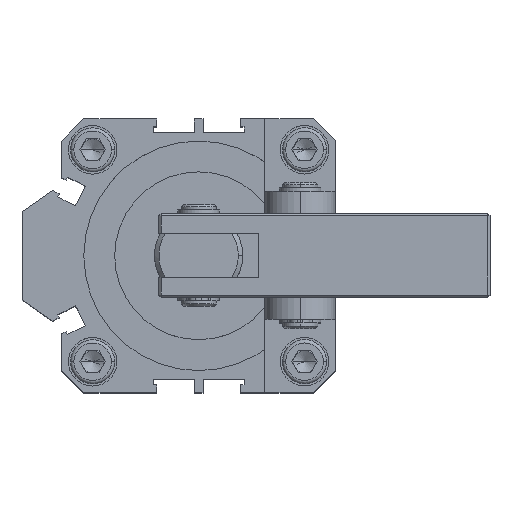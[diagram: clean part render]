
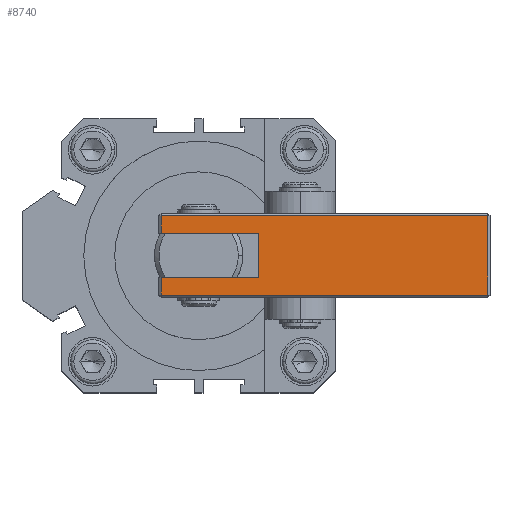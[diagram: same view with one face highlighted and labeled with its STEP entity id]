
A CAD part, top view. The second image highlights one B-rep face of the part: STEP entity #8740.
In plain terms, the highlighted face is planar.
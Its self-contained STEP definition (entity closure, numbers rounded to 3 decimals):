
#695 = DIRECTION ( 'NONE',  ( 0., 0., 1. ) ) ;
#697 = CARTESIAN_POINT ( 'NONE',  ( 74.5, -9.5, 19. ) ) ;
#1015 = CARTESIAN_POINT ( 'NONE',  ( 22.5, -9.5, 4.5 ) ) ;
#1030 = CARTESIAN_POINT ( 'NONE',  ( 74.5, -9.5, 18.5 ) ) ;
#1061 = CARTESIAN_POINT ( 'NONE',  ( 74.5, -9.5, 0.5 ) ) ;
#1118 = VERTEX_POINT ( 'NONE', #1665 ) ;
#1143 = VERTEX_POINT ( 'NONE', #1687 ) ;
#1148 = VERTEX_POINT ( 'NONE', #1691 ) ;
#1224 = VERTEX_POINT ( 'NONE', #1754 ) ;
#1245 = VERTEX_POINT ( 'NONE', #1773 ) ;
#1335 = VERTEX_POINT ( 'NONE', #1015 ) ;
#1376 = VERTEX_POINT ( 'NONE', #1030 ) ;
#1399 = FACE_OUTER_BOUND ( 'NONE', #3249, .T. ) ;
#1544 = VERTEX_POINT ( 'NONE', #1061 ) ;
#1665 = CARTESIAN_POINT ( 'NONE',  ( 22.5, -9.5, 14.5 ) ) ;
#1687 = CARTESIAN_POINT ( 'NONE',  ( 0.5, -9.5, 4.5 ) ) ;
#1691 = CARTESIAN_POINT ( 'NONE',  ( 0.5, -9.5, 18.5 ) ) ;
#1754 = CARTESIAN_POINT ( 'NONE',  ( 0.5, -9.5, 14.5 ) ) ;
#1773 = CARTESIAN_POINT ( 'NONE',  ( 0.5, -9.5, 0.5 ) ) ;
#1980 = VECTOR ( 'NONE', #5801, 1000. ) ;
#1982 = LINE ( 'NONE', #5800, #1980 ) ;
#2014 = VECTOR ( 'NONE', #5763, 1000. ) ;
#2018 = LINE ( 'NONE', #5757, #2014 ) ;
#2072 = VECTOR ( 'NONE', #11099, 1000. ) ;
#2074 = LINE ( 'NONE', #11098, #2072 ) ;
#2116 = VECTOR ( 'NONE', #11056, 1000. ) ;
#2122 = LINE ( 'NONE', #11055, #2116 ) ;
#2708 = CARTESIAN_POINT ( 'NONE',  ( 0., -9.5, 19. ) ) ;
#2713 = PLANE ( 'NONE',  #5551 ) ;
#2716 = DIRECTION ( 'NONE',  ( 0., 1., 0. ) ) ;
#2717 = DIRECTION ( 'NONE',  ( -1., 0., 0. ) ) ;
#2984 = VECTOR ( 'NONE', #8531, 1000. ) ;
#2988 = LINE ( 'NONE', #8533, #2984 ) ;
#3002 = VECTOR ( 'NONE', #8502, 1000. ) ;
#3006 = LINE ( 'NONE', #8496, #3002 ) ;
#3249 = EDGE_LOOP ( 'NONE', ( #9546, #9550, #9551, #9552, #9553, #9541, #9542, #9538 ) ) ;
#4204 = EDGE_CURVE ( 'NONE', #1335, #1143, #3006, .T. ) ;
#4217 = EDGE_CURVE ( 'NONE', #1143, #1245, #2988, .T. ) ;
#4233 = EDGE_CURVE ( 'NONE', #1118, #1335, #9988, .T. ) ;
#4301 = EDGE_CURVE ( 'NONE', #1544, #1376, #6387, .T. ) ;
#5551 = AXIS2_PLACEMENT_3D ( 'NONE', #2708, #2716, #2717 ) ;
#5757 = CARTESIAN_POINT ( 'NONE',  ( 0.5, -9.5, 19. ) ) ;
#5763 = DIRECTION ( 'NONE',  ( 0., 0., -1. ) ) ;
#5800 = CARTESIAN_POINT ( 'NONE',  ( 0., -9.5, 14.5 ) ) ;
#5801 = DIRECTION ( 'NONE',  ( 1., 0., 0. ) ) ;
#6383 = VECTOR ( 'NONE', #695, 1000. ) ;
#6387 = LINE ( 'NONE', #697, #6383 ) ;
#7354 = EDGE_CURVE ( 'NONE', #1245, #1544, #2122, .T. ) ;
#7371 = EDGE_CURVE ( 'NONE', #1376, #1148, #2074, .T. ) ;
#8000 = EDGE_CURVE ( 'NONE', #1148, #1224, #2018, .T. ) ;
#8020 = EDGE_CURVE ( 'NONE', #1224, #1118, #1982, .T. ) ;
#8496 = CARTESIAN_POINT ( 'NONE',  ( 0., -9.5, 4.5 ) ) ;
#8502 = DIRECTION ( 'NONE',  ( -1., 0., 0. ) ) ;
#8531 = DIRECTION ( 'NONE',  ( 0., 0., -1. ) ) ;
#8533 = CARTESIAN_POINT ( 'NONE',  ( 0.5, -9.5, 19. ) ) ;
#8740 = ADVANCED_FACE ( 'NONE', ( #1399 ), #2713, .F. ) ;
#9538 = ORIENTED_EDGE ( 'NONE', *, *, #8020, .T. ) ;
#9541 = ORIENTED_EDGE ( 'NONE', *, *, #7371, .T. ) ;
#9542 = ORIENTED_EDGE ( 'NONE', *, *, #8000, .T. ) ;
#9546 = ORIENTED_EDGE ( 'NONE', *, *, #4233, .T. ) ;
#9550 = ORIENTED_EDGE ( 'NONE', *, *, #4204, .T. ) ;
#9551 = ORIENTED_EDGE ( 'NONE', *, *, #4217, .T. ) ;
#9552 = ORIENTED_EDGE ( 'NONE', *, *, #7354, .T. ) ;
#9553 = ORIENTED_EDGE ( 'NONE', *, *, #4301, .T. ) ;
#9987 = VECTOR ( 'NONE', #11985, 1000. ) ;
#9988 = LINE ( 'NONE', #11976, #9987 ) ;
#11055 = CARTESIAN_POINT ( 'NONE',  ( 0., -9.5, 0.5 ) ) ;
#11056 = DIRECTION ( 'NONE',  ( 1., 0., 0. ) ) ;
#11098 = CARTESIAN_POINT ( 'NONE',  ( 0., -9.5, 18.5 ) ) ;
#11099 = DIRECTION ( 'NONE',  ( -1., 0., 0. ) ) ;
#11976 = CARTESIAN_POINT ( 'NONE',  ( 22.5, -9.5, 4.5 ) ) ;
#11985 = DIRECTION ( 'NONE',  ( 0., 0., -1. ) ) ;
